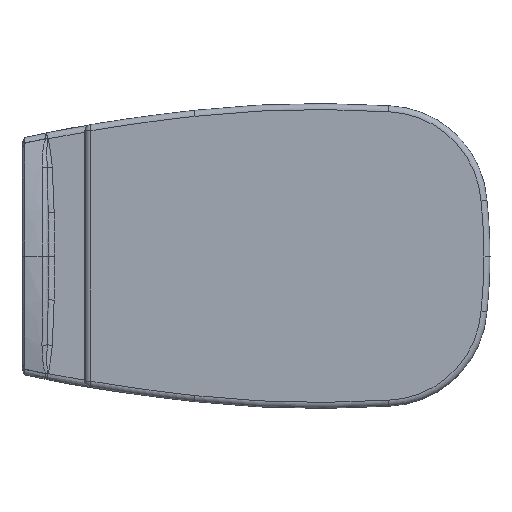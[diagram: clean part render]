
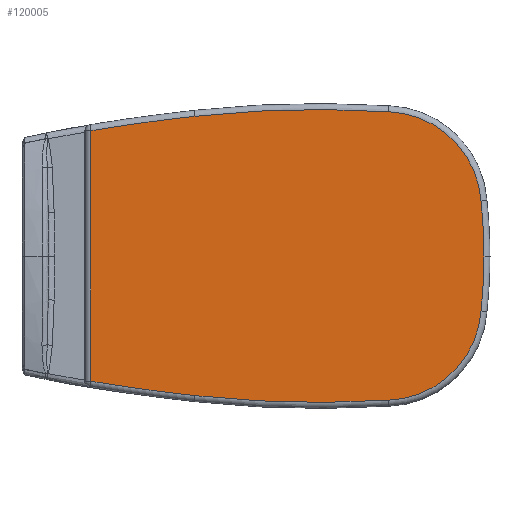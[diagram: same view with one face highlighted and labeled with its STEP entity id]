
A CAD part, top view. The second image highlights one B-rep face of the part: STEP entity #120005.
In plain terms, the highlighted planar face has unit normal (0, 0, 1).
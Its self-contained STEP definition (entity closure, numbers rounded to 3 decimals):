
#119610=CARTESIAN_POINT('',(-25.115,272.984,15.0));
#119611=VERTEX_POINT('',#119610);
#119635=CARTESIAN_POINT('',(-146.323,289.777,15.0));
#119636=VERTEX_POINT('',#119635);
#119645=CARTESIAN_POINT('',(-371.511,295.185,15.0));
#119646=VERTEX_POINT('',#119645);
#119662=CARTESIAN_POINT('',(-290.126,-1007.24,15.0));
#119663=DIRECTION('',(0.0,0.0,-1.));
#119664=DIRECTION('',(0.024,1.,0.0));
#119665=AXIS2_PLACEMENT_3D('',#119662,#119663,#119664);
#119666=CIRCLE('',#119665,1304.965);
#119667=EDGE_CURVE('',#119646,#119636,#119666,.T.);
#119680=CARTESIAN_POINT('',(-393.715,-1941.546,15.0));
#119681=DIRECTION('',(0.0,0.0,-1.0));
#119682=DIRECTION('',(0.139,0.99,0.0));
#119683=AXIS2_PLACEMENT_3D('',#119680,#119681,#119682);
#119684=CIRCLE('',#119683,2244.996);
#119685=EDGE_CURVE('',#119636,#119611,#119684,.T.);
#119697=CARTESIAN_POINT('',(-25.217,-18.866,15.0));
#119698=VERTEX_POINT('',#119697);
#119760=CARTESIAN_POINT('',(-25.115,272.984,15.0));
#119761=DIRECTION('',(0.,-1.,0.0));
#119762=VECTOR('',#119761,291.849);
#119763=LINE('',#119760,#119762);
#119764=EDGE_CURVE('',#119611,#119698,#119763,.T.);
#119774=CARTESIAN_POINT('',(-146.437,-35.575,15.0));
#119775=VERTEX_POINT('',#119774);
#119793=CARTESIAN_POINT('',(-392.271,2195.921,15.0));
#119794=DIRECTION('',(0.0,0.0,-1.));
#119795=DIRECTION('',(0.138,-0.99,0.0));
#119796=AXIS2_PLACEMENT_3D('',#119793,#119794,#119795);
#119797=CIRCLE('',#119796,2244.996);
#119798=EDGE_CURVE('',#119698,#119775,#119797,.T.);
#119818=CARTESIAN_POINT('',(-371.628,-40.825,15.0));
#119819=VERTEX_POINT('',#119818);
#119820=CARTESIAN_POINT('',(-289.334,1261.542,15.0));
#119821=DIRECTION('',(0.0,0.0,-1.0));
#119822=DIRECTION('',(0.023,-1.,0.0));
#119823=AXIS2_PLACEMENT_3D('',#119820,#119821,#119822);
#119824=CIRCLE('',#119823,1304.965);
#119825=EDGE_CURVE('',#119775,#119819,#119824,.T.);
#119850=CARTESIAN_POINT('',(-479.536,62.898,15.0));
#119851=VERTEX_POINT('',#119850);
#119852=CARTESIAN_POINT('',(-367.931,71.014,15.0));
#119853=DIRECTION('',(0.0,0.0,-1.0));
#119854=DIRECTION('',(-0.693,-0.721,0.0));
#119855=AXIS2_PLACEMENT_3D('',#119852,#119853,#119854);
#119856=CIRCLE('',#119855,111.9);
#119857=EDGE_CURVE('',#119819,#119851,#119856,.T.);
#119890=CARTESIAN_POINT('',(-483.01,127.219,15.0));
#119891=VERTEX_POINT('',#119890);
#119892=CARTESIAN_POINT('',(134.641,128.325,15.0));
#119893=DIRECTION('',(0.0,0.0,-1.));
#119894=DIRECTION('',(-0.999,-0.054,0.0));
#119895=AXIS2_PLACEMENT_3D('',#119892,#119893,#119894);
#119896=CIRCLE('',#119895,617.652);
#119897=EDGE_CURVE('',#119851,#119891,#119896,.T.);
#119924=CARTESIAN_POINT('',(-479.491,191.537,15.0));
#119925=VERTEX_POINT('',#119924);
#119926=CARTESIAN_POINT('',(134.64,125.681,15.0));
#119927=DIRECTION('',(0.0,0.0,-1.0));
#119928=DIRECTION('',(-0.999,0.055,0.0));
#119929=AXIS2_PLACEMENT_3D('',#119926,#119927,#119928);
#119930=CIRCLE('',#119929,617.652);
#119931=EDGE_CURVE('',#119891,#119925,#119930,.T.);
#119964=CARTESIAN_POINT('',(-367.891,183.343,15.0));
#119965=DIRECTION('',(0.0,0.0,-1.0));
#119966=DIRECTION('',(-0.692,0.721,0.0));
#119967=AXIS2_PLACEMENT_3D('',#119964,#119965,#119966);
#119968=CIRCLE('',#119967,111.9);
#119969=EDGE_CURVE('',#119925,#119646,#119968,.T.);
#119989=CARTESIAN_POINT('',(-241.979,127.135,15.0));
#119990=DIRECTION('',(0.0,0.0,1.0));
#119991=DIRECTION('',(1.0,0.0,0.0));
#119992=AXIS2_PLACEMENT_3D('',#119989,#119990,#119991);
#119993=PLANE('',#119992);
#119994=ORIENTED_EDGE('',*,*,#119667,.F.);
#119995=ORIENTED_EDGE('',*,*,#119969,.F.);
#119996=ORIENTED_EDGE('',*,*,#119931,.F.);
#119997=ORIENTED_EDGE('',*,*,#119897,.F.);
#119998=ORIENTED_EDGE('',*,*,#119857,.F.);
#119999=ORIENTED_EDGE('',*,*,#119825,.F.);
#120000=ORIENTED_EDGE('',*,*,#119798,.F.);
#120001=ORIENTED_EDGE('',*,*,#119764,.F.);
#120002=ORIENTED_EDGE('',*,*,#119685,.F.);
#120003=EDGE_LOOP('',(#119994,#119995,#119996,#119997,#119998,#119999,#120000,#120001,#120002));
#120004=FACE_OUTER_BOUND('',#120003,.T.);
#120005=ADVANCED_FACE('',(#120004),#119993,.T.);
